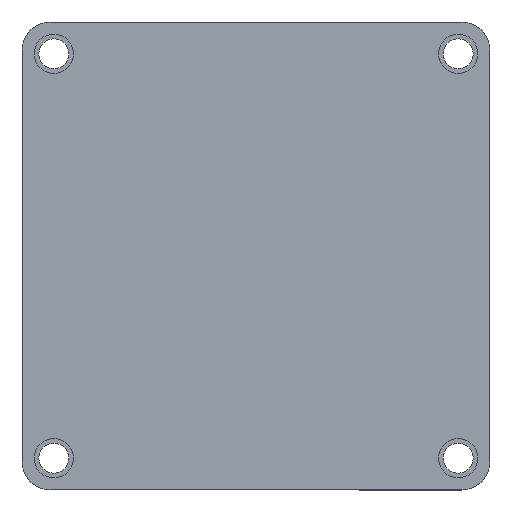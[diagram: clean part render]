
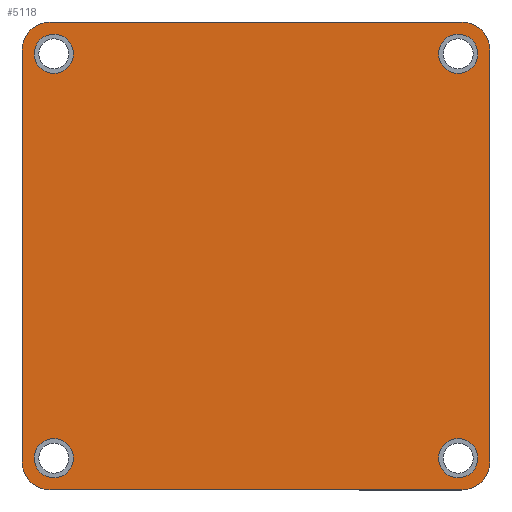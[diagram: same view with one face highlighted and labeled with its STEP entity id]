
A CAD part, front view. The second image highlights one B-rep face of the part: STEP entity #5118.
In plain terms, the highlighted planar face has unit normal (0, -1, 0).
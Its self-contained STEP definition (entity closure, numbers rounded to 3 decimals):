
#6 = FACE_BOUND ( 'NONE', #21899, .T. ) ;
#33 = AXIS2_PLACEMENT_3D ( 'NONE', #22867, #30348, #30679 ) ;
#263 = DIRECTION ( 'NONE',  ( 0., -1., 0. ) ) ;
#443 = DIRECTION ( 'NONE',  ( 0., 0., 1. ) ) ;
#532 = CARTESIAN_POINT ( 'NONE',  ( -12.5, 0., 12.5 ) ) ;
#669 = CARTESIAN_POINT ( 'NONE',  ( 11., 0., 12.5 ) ) ;
#770 = VERTEX_POINT ( 'NONE', #3320 ) ;
#1131 = VERTEX_POINT ( 'NONE', #18127 ) ;
#1208 = CARTESIAN_POINT ( 'NONE',  ( 10.8, 0., 11.85 ) ) ;
#1354 = ORIENTED_EDGE ( 'NONE', *, *, #13958, .F. ) ;
#1486 = AXIS2_PLACEMENT_3D ( 'NONE', #3345, #3504, #13251 ) ;
#1552 = EDGE_LOOP ( 'NONE', ( #10392, #4039 ) ) ;
#1884 = DIRECTION ( 'NONE',  ( 0., -1., 0. ) ) ;
#2106 = VECTOR ( 'NONE', #11130, 1000. ) ;
#2128 = FACE_BOUND ( 'NONE', #30670, .T. ) ;
#2395 = VERTEX_POINT ( 'NONE', #7643 ) ;
#2516 = DIRECTION ( 'NONE',  ( 0., 0., -1. ) ) ;
#2574 = DIRECTION ( 'NONE',  ( 0., 1., 0. ) ) ;
#2974 = DIRECTION ( 'NONE',  ( 1., 0., 0. ) ) ;
#3216 = DIRECTION ( 'NONE',  ( 0., 1., 0. ) ) ;
#3320 = CARTESIAN_POINT ( 'NONE',  ( 10.8, 0., 9.75 ) ) ;
#3345 = CARTESIAN_POINT ( 'NONE',  ( 10.8, 0., 10.8 ) ) ;
#3504 = DIRECTION ( 'NONE',  ( 0., 1., 0. ) ) ;
#3976 = DIRECTION ( 'NONE',  ( 0., 1., 0. ) ) ;
#4039 = ORIENTED_EDGE ( 'NONE', *, *, #11791, .T. ) ;
#4162 = ORIENTED_EDGE ( 'NONE', *, *, #10888, .F. ) ;
#4238 = CARTESIAN_POINT ( 'NONE',  ( -11., 0., 12.5 ) ) ;
#4261 = AXIS2_PLACEMENT_3D ( 'NONE', #17152, #27202, #11770 ) ;
#4401 = DIRECTION ( 'NONE',  ( 0., 0., -1. ) ) ;
#4494 = EDGE_CURVE ( 'NONE', #7266, #1131, #31402, .T. ) ;
#4498 = CARTESIAN_POINT ( 'NONE',  ( 10.8, 0., -9.75 ) ) ;
#4878 = PLANE ( 'NONE',  #6384 ) ;
#4929 = AXIS2_PLACEMENT_3D ( 'NONE', #23836, #5109, #9982 ) ;
#5036 = ORIENTED_EDGE ( 'NONE', *, *, #25706, .T. ) ;
#5109 = DIRECTION ( 'NONE',  ( 0., -1., 0. ) ) ;
#5118 = ADVANCED_FACE ( 'NONE', ( #29233, #2128, #6, #27126, #19193 ), #4878, .T. ) ;
#5130 = DIRECTION ( 'NONE',  ( 0., 0., -1. ) ) ;
#5147 = VERTEX_POINT ( 'NONE', #4238 ) ;
#5153 = ORIENTED_EDGE ( 'NONE', *, *, #24990, .F. ) ;
#5701 = DIRECTION ( 'NONE',  ( 0., 0., 1. ) ) ;
#5796 = CIRCLE ( 'NONE', #4261, 1.05 ) ;
#6117 = CIRCLE ( 'NONE', #1486, 1.05 ) ;
#6384 = AXIS2_PLACEMENT_3D ( 'NONE', #26648, #14789, #4401 ) ;
#6632 = AXIS2_PLACEMENT_3D ( 'NONE', #12550, #7664, #5701 ) ;
#6663 = VERTEX_POINT ( 'NONE', #24086 ) ;
#6726 = CARTESIAN_POINT ( 'NONE',  ( -10.8, 0., 10.8 ) ) ;
#6794 = EDGE_CURVE ( 'NONE', #30284, #14035, #14428, .T. ) ;
#7051 = CARTESIAN_POINT ( 'NONE',  ( -11., 0., 11. ) ) ;
#7078 = CARTESIAN_POINT ( 'NONE',  ( -11., 0., -11. ) ) ;
#7266 = VERTEX_POINT ( 'NONE', #31143 ) ;
#7643 = CARTESIAN_POINT ( 'NONE',  ( -10.8, 0., 9.75 ) ) ;
#7664 = DIRECTION ( 'NONE',  ( 0., 1., 0. ) ) ;
#8587 = CARTESIAN_POINT ( 'NONE',  ( -10.8, 0., -11.85 ) ) ;
#8890 = EDGE_CURVE ( 'NONE', #21355, #12946, #22747, .T. ) ;
#8991 = EDGE_CURVE ( 'NONE', #9262, #2395, #21224, .T. ) ;
#9262 = VERTEX_POINT ( 'NONE', #17218 ) ;
#9982 = DIRECTION ( 'NONE',  ( 0., 0., -1. ) ) ;
#10013 = CARTESIAN_POINT ( 'NONE',  ( 10.8, 0., 10.8 ) ) ;
#10119 = AXIS2_PLACEMENT_3D ( 'NONE', #31374, #2574, #12465 ) ;
#10168 = DIRECTION ( 'NONE',  ( 0., 0., 1. ) ) ;
#10263 = LINE ( 'NONE', #532, #28422 ) ;
#10392 = ORIENTED_EDGE ( 'NONE', *, *, #20144, .T. ) ;
#10888 = EDGE_CURVE ( 'NONE', #7266, #12946, #12251, .T. ) ;
#11130 = DIRECTION ( 'NONE',  ( 0., 0., 1. ) ) ;
#11195 = ORIENTED_EDGE ( 'NONE', *, *, #4494, .T. ) ;
#11770 = DIRECTION ( 'NONE',  ( 0., 0., 1. ) ) ;
#11791 = EDGE_CURVE ( 'NONE', #6663, #24761, #21903, .T. ) ;
#12038 = EDGE_CURVE ( 'NONE', #5147, #19358, #23498, .T. ) ;
#12074 = ORIENTED_EDGE ( 'NONE', *, *, #13002, .T. ) ;
#12251 = LINE ( 'NONE', #27348, #25322 ) ;
#12374 = AXIS2_PLACEMENT_3D ( 'NONE', #6726, #3976, #16011 ) ;
#12415 = DIRECTION ( 'NONE',  ( -1., 0., 0. ) ) ;
#12465 = DIRECTION ( 'NONE',  ( 0., 0., 1. ) ) ;
#12550 = CARTESIAN_POINT ( 'NONE',  ( -10.8, 0., -10.8 ) ) ;
#12609 = AXIS2_PLACEMENT_3D ( 'NONE', #7051, #1884, #23949 ) ;
#12776 = DIRECTION ( 'NONE',  ( 0., 1., 0. ) ) ;
#12946 = VERTEX_POINT ( 'NONE', #20441 ) ;
#13002 = EDGE_CURVE ( 'NONE', #2395, #9262, #5796, .T. ) ;
#13247 = VERTEX_POINT ( 'NONE', #23605 ) ;
#13251 = DIRECTION ( 'NONE',  ( 0., 0., 1. ) ) ;
#13514 = VERTEX_POINT ( 'NONE', #669 ) ;
#13726 = CARTESIAN_POINT ( 'NONE',  ( -12.5, 0., 12.5 ) ) ;
#13958 = EDGE_CURVE ( 'NONE', #13247, #1131, #27810, .T. ) ;
#14035 = VERTEX_POINT ( 'NONE', #29942 ) ;
#14428 = CIRCLE ( 'NONE', #6632, 1.05 ) ;
#14549 = CIRCLE ( 'NONE', #33, 1.5 ) ;
#14789 = DIRECTION ( 'NONE',  ( 0., -1., 0. ) ) ;
#15210 = CARTESIAN_POINT ( 'NONE',  ( 10.8, 0., -10.8 ) ) ;
#16011 = DIRECTION ( 'NONE',  ( 0., 0., 1. ) ) ;
#17152 = CARTESIAN_POINT ( 'NONE',  ( -10.8, 0., 10.8 ) ) ;
#17218 = CARTESIAN_POINT ( 'NONE',  ( -10.8, 0., 11.85 ) ) ;
#18127 = CARTESIAN_POINT ( 'NONE',  ( 12.5, 0., -11. ) ) ;
#19193 = FACE_OUTER_BOUND ( 'NONE', #26803, .T. ) ;
#19358 = VERTEX_POINT ( 'NONE', #30831 ) ;
#19933 = DIRECTION ( 'NONE',  ( 0., 0., 1. ) ) ;
#19955 = ORIENTED_EDGE ( 'NONE', *, *, #28213, .T. ) ;
#19960 = EDGE_LOOP ( 'NONE', ( #19955, #29232 ) ) ;
#20144 = EDGE_CURVE ( 'NONE', #24761, #6663, #20448, .T. ) ;
#20441 = CARTESIAN_POINT ( 'NONE',  ( -11., 0., -12.5 ) ) ;
#20448 = CIRCLE ( 'NONE', #23039, 1.05 ) ;
#20585 = ORIENTED_EDGE ( 'NONE', *, *, #8890, .T. ) ;
#21224 = CIRCLE ( 'NONE', #12374, 1.05 ) ;
#21355 = VERTEX_POINT ( 'NONE', #30283 ) ;
#21593 = EDGE_CURVE ( 'NONE', #27638, #770, #6117, .T. ) ;
#21685 = EDGE_CURVE ( 'NONE', #5147, #13514, #10263, .T. ) ;
#21899 = EDGE_LOOP ( 'NONE', ( #30085, #12074 ) ) ;
#21903 = CIRCLE ( 'NONE', #24488, 1.05 ) ;
#22747 = CIRCLE ( 'NONE', #31587, 1.5 ) ;
#22867 = CARTESIAN_POINT ( 'NONE',  ( 11., 0., 11. ) ) ;
#23039 = AXIS2_PLACEMENT_3D ( 'NONE', #27254, #3216, #443 ) ;
#23498 = CIRCLE ( 'NONE', #12609, 1.5 ) ;
#23591 = CIRCLE ( 'NONE', #10119, 1.05 ) ;
#23605 = CARTESIAN_POINT ( 'NONE',  ( 12.5, 0., 11. ) ) ;
#23836 = CARTESIAN_POINT ( 'NONE',  ( 11., 0., -11. ) ) ;
#23949 = DIRECTION ( 'NONE',  ( 0., 0., -1. ) ) ;
#24086 = CARTESIAN_POINT ( 'NONE',  ( 10.8, 0., -11.85 ) ) ;
#24488 = AXIS2_PLACEMENT_3D ( 'NONE', #15210, #25103, #19933 ) ;
#24538 = LINE ( 'NONE', #13726, #2106 ) ;
#24761 = VERTEX_POINT ( 'NONE', #4498 ) ;
#24962 = ORIENTED_EDGE ( 'NONE', *, *, #30156, .T. ) ;
#24990 = EDGE_CURVE ( 'NONE', #21355, #19358, #24538, .T. ) ;
#25042 = AXIS2_PLACEMENT_3D ( 'NONE', #10013, #12776, #10168 ) ;
#25103 = DIRECTION ( 'NONE',  ( 0., 1., 0. ) ) ;
#25216 = CARTESIAN_POINT ( 'NONE',  ( 12.5, 0., 12.5 ) ) ;
#25322 = VECTOR ( 'NONE', #12415, 1000. ) ;
#25706 = EDGE_CURVE ( 'NONE', #770, #27638, #30241, .T. ) ;
#26648 = CARTESIAN_POINT ( 'NONE',  ( 0., 0., 0. ) ) ;
#26803 = EDGE_LOOP ( 'NONE', ( #1354, #24962, #31815, #27829, #5153, #20585, #4162, #11195 ) ) ;
#27126 = FACE_BOUND ( 'NONE', #19960, .T. ) ;
#27202 = DIRECTION ( 'NONE',  ( 0., 1., 0. ) ) ;
#27254 = CARTESIAN_POINT ( 'NONE',  ( 10.8, 0., -10.8 ) ) ;
#27348 = CARTESIAN_POINT ( 'NONE',  ( -12.5, 0., -12.5 ) ) ;
#27638 = VERTEX_POINT ( 'NONE', #1208 ) ;
#27810 = LINE ( 'NONE', #25216, #30678 ) ;
#27829 = ORIENTED_EDGE ( 'NONE', *, *, #12038, .T. ) ;
#28213 = EDGE_CURVE ( 'NONE', #14035, #30284, #23591, .T. ) ;
#28422 = VECTOR ( 'NONE', #2974, 1000. ) ;
#29232 = ORIENTED_EDGE ( 'NONE', *, *, #6794, .T. ) ;
#29233 = FACE_BOUND ( 'NONE', #1552, .T. ) ;
#29942 = CARTESIAN_POINT ( 'NONE',  ( -10.8, 0., -9.75 ) ) ;
#30085 = ORIENTED_EDGE ( 'NONE', *, *, #8991, .T. ) ;
#30156 = EDGE_CURVE ( 'NONE', #13247, #13514, #14549, .T. ) ;
#30241 = CIRCLE ( 'NONE', #25042, 1.05 ) ;
#30283 = CARTESIAN_POINT ( 'NONE',  ( -12.5, 0., -11. ) ) ;
#30284 = VERTEX_POINT ( 'NONE', #8587 ) ;
#30348 = DIRECTION ( 'NONE',  ( 0., -1., 0. ) ) ;
#30670 = EDGE_LOOP ( 'NONE', ( #30742, #5036 ) ) ;
#30678 = VECTOR ( 'NONE', #2516, 1000. ) ;
#30679 = DIRECTION ( 'NONE',  ( 0., 0., -1. ) ) ;
#30742 = ORIENTED_EDGE ( 'NONE', *, *, #21593, .T. ) ;
#30831 = CARTESIAN_POINT ( 'NONE',  ( -12.5, 0., 11. ) ) ;
#31143 = CARTESIAN_POINT ( 'NONE',  ( 11., 0., -12.5 ) ) ;
#31374 = CARTESIAN_POINT ( 'NONE',  ( -10.8, 0., -10.8 ) ) ;
#31402 = CIRCLE ( 'NONE', #4929, 1.5 ) ;
#31587 = AXIS2_PLACEMENT_3D ( 'NONE', #7078, #263, #5130 ) ;
#31815 = ORIENTED_EDGE ( 'NONE', *, *, #21685, .F. ) ;
